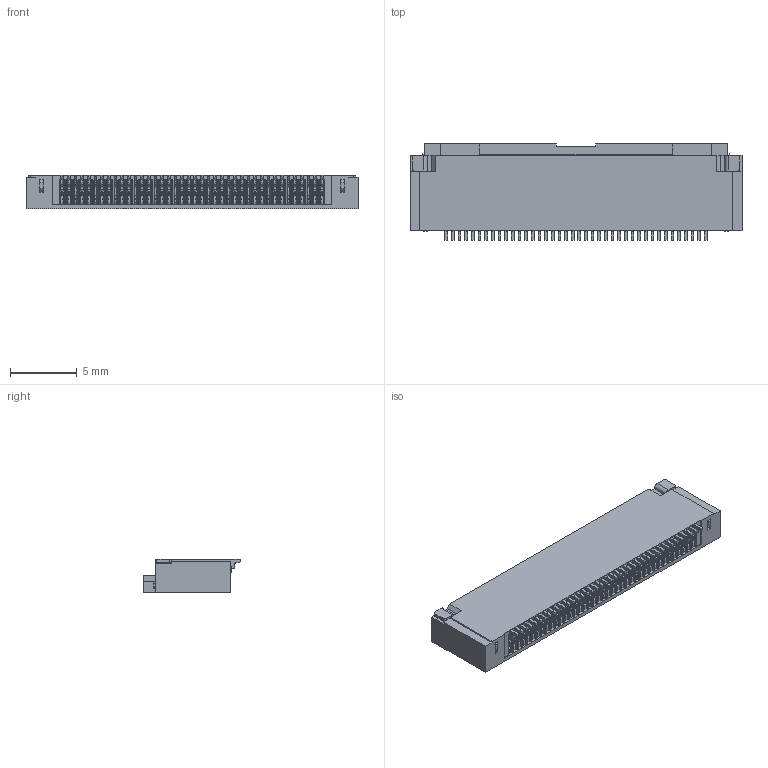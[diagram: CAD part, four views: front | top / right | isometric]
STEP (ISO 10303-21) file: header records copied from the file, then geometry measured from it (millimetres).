
FILE_DESCRIPTION((''),'2;1');
FILE_NAME('FPC05-255H-COVER-40P_ASM','2022-12-19T16:14:02',('Administrator'),(''),'CREO PARAMETRIC BY PTC INC, 2020033','CREO PARAMETRIC BY PTC INC, 2020033','');
FILE_SCHEMA(('CONFIG_CONTROL_DESIGN'));
Products named in the file (1): FPC05-255H-COVER-40P_ASM
Bounding box: 24.95 x 7.25 x 2.55 mm (x, y, z)
Volume: 254.2 mm3; surface area: 1622.6 mm2
Topology: 1 solids, 1 shells, 3507 faces, 10755 edges, 6965 vertices
Faces by surface type: plane 1883, cylinder 1462, sphere 80, torus 80, bspline 2
Entity records: 121629 total; most frequent: CARTESIAN_POINT 23308, ORIENTED_EDGE 21510, DIRECTION 20312, EDGE_CURVE 10755, VECTOR 7380, LINE 7380, VERTEX_POINT 6965, AXIS2_PLACEMENT_3D 6466
